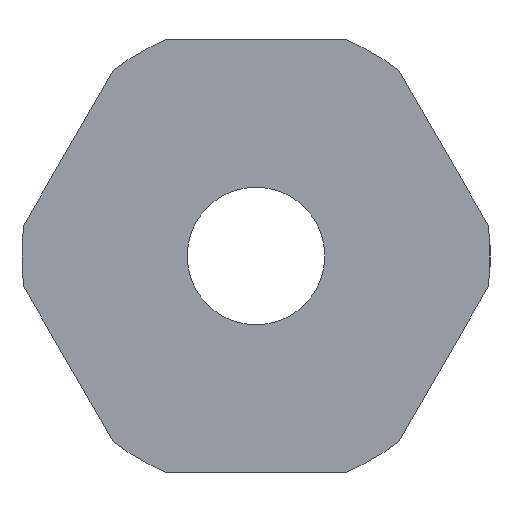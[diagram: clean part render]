
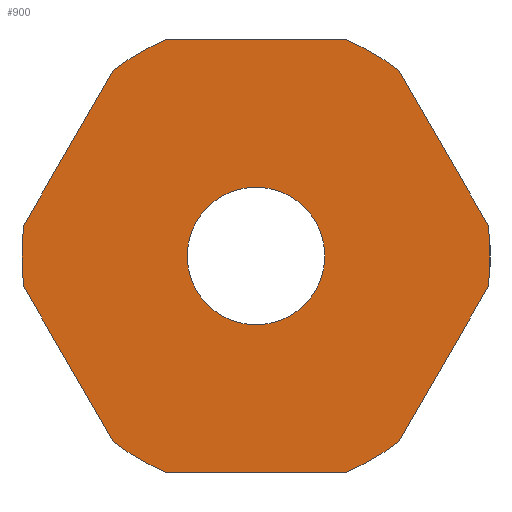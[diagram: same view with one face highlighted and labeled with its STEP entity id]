
A CAD part, left-side view. The second image highlights one B-rep face of the part: STEP entity #900.
In plain terms, the highlighted planar face has unit normal (-1, 0, 0).
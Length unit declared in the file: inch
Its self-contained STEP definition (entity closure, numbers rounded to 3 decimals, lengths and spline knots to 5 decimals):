
#5 = CIRCLE ( 'NONE', #443, 0.27047 ) ;
#6 = FACE_OUTER_BOUND ( 'NONE', #264, .T. ) ;
#8 = AXIS2_PLACEMENT_3D ( 'NONE', #427, #876, #730 ) ;
#10 = CARTESIAN_POINT ( 'NONE',  ( -2.78125, 0.16489, 0.2144 ) ) ;
#14 = ORIENTED_EDGE ( 'NONE', *, *, #43, .F. ) ;
#15 = DIRECTION ( 'NONE',  ( 1., 0., 0. ) ) ;
#39 = LINE ( 'NONE', #325, #701 ) ;
#40 = DIRECTION ( 'NONE',  ( 0., 0.5, -0.866 ) ) ;
#43 = EDGE_CURVE ( 'NONE', #878, #872, #534, .T. ) ;
#47 = ORIENTED_EDGE ( 'NONE', *, *, #822, .F. ) ;
#61 = EDGE_LOOP ( 'NONE', ( #684, #220 ) ) ;
#68 = CARTESIAN_POINT ( 'NONE',  ( -2.78125, 0., 0. ) ) ;
#74 = CARTESIAN_POINT ( 'NONE',  ( -2.78125, 0., 0.25 ) ) ;
#79 = AXIS2_PLACEMENT_3D ( 'NONE', #368, #422, #217 ) ;
#82 = LINE ( 'NONE', #74, #848 ) ;
#85 = DIRECTION ( 'NONE',  ( 1., 0., 0. ) ) ;
#87 = DIRECTION ( 'NONE',  ( 1., 0., 0. ) ) ;
#90 = DIRECTION ( 'NONE',  ( 1., 0., 0. ) ) ;
#107 = EDGE_CURVE ( 'NONE', #872, #624, #510, .T. ) ;
#118 = ORIENTED_EDGE ( 'NONE', *, *, #672, .F. ) ;
#121 = EDGE_CURVE ( 'NONE', #938, #533, #161, .T. ) ;
#134 = CARTESIAN_POINT ( 'NONE',  ( -2.78125, -0.21651, 0.125 ) ) ;
#138 = DIRECTION ( 'NONE',  ( 0., 0.5, 0.866 ) ) ;
#151 = CARTESIAN_POINT ( 'NONE',  ( -2.78125, -0.26812, -0.0356 ) ) ;
#161 = CIRCLE ( 'NONE', #79, 0.0795 ) ;
#168 = CARTESIAN_POINT ( 'NONE',  ( -2.78125, -0.16489, 0.2144 ) ) ;
#174 = EDGE_CURVE ( 'NONE', #197, #557, #286, .T. ) ;
#177 = CARTESIAN_POINT ( 'NONE',  ( -2.78125, 0., 0. ) ) ;
#178 = VERTEX_POINT ( 'NONE', #326 ) ;
#189 = VERTEX_POINT ( 'NONE', #151 ) ;
#197 = VERTEX_POINT ( 'NONE', #223 ) ;
#202 = CARTESIAN_POINT ( 'NONE',  ( -2.78125, 0.10322, 0.25 ) ) ;
#210 = VERTEX_POINT ( 'NONE', #10 ) ;
#213 = EDGE_CURVE ( 'NONE', #533, #938, #599, .T. ) ;
#216 = LINE ( 'NONE', #800, #535 ) ;
#217 = DIRECTION ( 'NONE',  ( 0., 0., 1. ) ) ;
#220 = ORIENTED_EDGE ( 'NONE', *, *, #213, .F. ) ;
#221 = AXIS2_PLACEMENT_3D ( 'NONE', #305, #85, #887 ) ;
#222 = AXIS2_PLACEMENT_3D ( 'NONE', #388, #15, #238 ) ;
#223 = CARTESIAN_POINT ( 'NONE',  ( -2.78125, -0.16489, -0.2144 ) ) ;
#226 = FACE_BOUND ( 'NONE', #61, .T. ) ;
#233 = EDGE_CURVE ( 'NONE', #210, #577, #240, .T. ) ;
#235 = DIRECTION ( 'NONE',  ( 0., 0., 1. ) ) ;
#237 = ORIENTED_EDGE ( 'NONE', *, *, #618, .F. ) ;
#238 = DIRECTION ( 'NONE',  ( 0., 0., -1. ) ) ;
#239 = AXIS2_PLACEMENT_3D ( 'NONE', #525, #90, #319 ) ;
#240 = CIRCLE ( 'NONE', #221, 0.27047 ) ;
#264 = EDGE_LOOP ( 'NONE', ( #237, #446, #283, #118, #491, #14, #845, #889, #581, #47, #670, #518 ) ) ;
#270 = VECTOR ( 'NONE', #746, 39.37008 ) ;
#280 = DIRECTION ( 'NONE',  ( 0., -0.5, -0.866 ) ) ;
#283 = ORIENTED_EDGE ( 'NONE', *, *, #356, .F. ) ;
#286 = CIRCLE ( 'NONE', #239, 0.27047 ) ;
#295 = CARTESIAN_POINT ( 'NONE',  ( -2.78125, 0., 0.0795 ) ) ;
#300 = CARTESIAN_POINT ( 'NONE',  ( -2.78125, -0.10322, -0.25 ) ) ;
#305 = CARTESIAN_POINT ( 'NONE',  ( -2.78125, 0., 0. ) ) ;
#306 = PLANE ( 'NONE',  #411 ) ;
#309 = DIRECTION ( 'NONE',  ( -1., 0., 0. ) ) ;
#312 = CARTESIAN_POINT ( 'NONE',  ( -2.78125, -0.10322, 0.25 ) ) ;
#319 = DIRECTION ( 'NONE',  ( 0., 0., -1. ) ) ;
#321 = VECTOR ( 'NONE', #40, 39.37008 ) ;
#325 = CARTESIAN_POINT ( 'NONE',  ( -2.78125, 0., -0.25 ) ) ;
#326 = CARTESIAN_POINT ( 'NONE',  ( -2.78125, 0.26812, 0.0356 ) ) ;
#351 = DIRECTION ( 'NONE',  ( 0., 0., -1. ) ) ;
#356 = EDGE_CURVE ( 'NONE', #189, #197, #414, .T. ) ;
#368 = CARTESIAN_POINT ( 'NONE',  ( -2.78125, 0., 0. ) ) ;
#373 = DIRECTION ( 'NONE',  ( 0., 0., -1. ) ) ;
#388 = CARTESIAN_POINT ( 'NONE',  ( -2.78125, 0., 0. ) ) ;
#405 = DIRECTION ( 'NONE',  ( 1., 0., 0. ) ) ;
#411 = AXIS2_PLACEMENT_3D ( 'NONE', #804, #888, #373 ) ;
#414 = LINE ( 'NONE', #835, #321 ) ;
#422 = DIRECTION ( 'NONE',  ( -1., 0., 0. ) ) ;
#426 = AXIS2_PLACEMENT_3D ( 'NONE', #448, #309, #235 ) ;
#427 = CARTESIAN_POINT ( 'NONE',  ( -2.78125, 0., 0. ) ) ;
#443 = AXIS2_PLACEMENT_3D ( 'NONE', #68, #87, #606 ) ;
#446 = ORIENTED_EDGE ( 'NONE', *, *, #174, .F. ) ;
#448 = CARTESIAN_POINT ( 'NONE',  ( -2.78125, 0., 0. ) ) ;
#452 = DIRECTION ( 'NONE',  ( 0., -1., 0. ) ) ;
#475 = VERTEX_POINT ( 'NONE', #862 ) ;
#491 = ORIENTED_EDGE ( 'NONE', *, *, #107, .F. ) ;
#510 = LINE ( 'NONE', #134, #585 ) ;
#517 = CARTESIAN_POINT ( 'NONE',  ( -2.78125, 0.21651, 0.125 ) ) ;
#518 = ORIENTED_EDGE ( 'NONE', *, *, #921, .F. ) ;
#525 = CARTESIAN_POINT ( 'NONE',  ( -2.78125, 0., 0. ) ) ;
#533 = VERTEX_POINT ( 'NONE', #785 ) ;
#534 = CIRCLE ( 'NONE', #8, 0.27047 ) ;
#535 = VECTOR ( 'NONE', #138, 39.37008 ) ;
#543 = VERTEX_POINT ( 'NONE', #932 ) ;
#557 = VERTEX_POINT ( 'NONE', #300 ) ;
#577 = VERTEX_POINT ( 'NONE', #202 ) ;
#581 = ORIENTED_EDGE ( 'NONE', *, *, #935, .F. ) ;
#585 = VECTOR ( 'NONE', #280, 39.37008 ) ;
#586 = AXIS2_PLACEMENT_3D ( 'NONE', #177, #405, #351 ) ;
#599 = CIRCLE ( 'NONE', #426, 0.0795 ) ;
#606 = DIRECTION ( 'NONE',  ( 0., 0., -1. ) ) ;
#609 = LINE ( 'NONE', #517, #270 ) ;
#618 = EDGE_CURVE ( 'NONE', #557, #543, #39, .T. ) ;
#624 = VERTEX_POINT ( 'NONE', #639 ) ;
#634 = DIRECTION ( 'NONE',  ( 0., 1., 0. ) ) ;
#639 = CARTESIAN_POINT ( 'NONE',  ( -2.78125, -0.26812, 0.0356 ) ) ;
#670 = ORIENTED_EDGE ( 'NONE', *, *, #950, .F. ) ;
#672 = EDGE_CURVE ( 'NONE', #624, #189, #737, .T. ) ;
#684 = ORIENTED_EDGE ( 'NONE', *, *, #121, .F. ) ;
#701 = VECTOR ( 'NONE', #634, 39.37008 ) ;
#730 = DIRECTION ( 'NONE',  ( 0., 0., -1. ) ) ;
#737 = CIRCLE ( 'NONE', #586, 0.27047 ) ;
#746 = DIRECTION ( 'NONE',  ( 0., -0.5, 0.866 ) ) ;
#785 = CARTESIAN_POINT ( 'NONE',  ( -2.78125, 0., -0.0795 ) ) ;
#800 = CARTESIAN_POINT ( 'NONE',  ( -2.78125, 0.21651, -0.125 ) ) ;
#804 = CARTESIAN_POINT ( 'NONE',  ( -2.78125, 0., 0. ) ) ;
#811 = CARTESIAN_POINT ( 'NONE',  ( -2.78125, 0.16489, -0.2144 ) ) ;
#818 = CIRCLE ( 'NONE', #222, 0.27047 ) ;
#822 = EDGE_CURVE ( 'NONE', #475, #178, #818, .T. ) ;
#835 = CARTESIAN_POINT ( 'NONE',  ( -2.78125, -0.21651, -0.125 ) ) ;
#845 = ORIENTED_EDGE ( 'NONE', *, *, #904, .F. ) ;
#848 = VECTOR ( 'NONE', #452, 39.37008 ) ;
#862 = CARTESIAN_POINT ( 'NONE',  ( -2.78125, 0.26812, -0.0356 ) ) ;
#872 = VERTEX_POINT ( 'NONE', #168 ) ;
#876 = DIRECTION ( 'NONE',  ( 1., 0., 0. ) ) ;
#878 = VERTEX_POINT ( 'NONE', #312 ) ;
#887 = DIRECTION ( 'NONE',  ( 0., 0., -1. ) ) ;
#888 = DIRECTION ( 'NONE',  ( 1., 0., 0. ) ) ;
#889 = ORIENTED_EDGE ( 'NONE', *, *, #233, .F. ) ;
#900 = ADVANCED_FACE ( 'NONE', ( #226, #6 ), #306, .F. ) ;
#904 = EDGE_CURVE ( 'NONE', #577, #878, #82, .T. ) ;
#921 = EDGE_CURVE ( 'NONE', #543, #931, #5, .T. ) ;
#931 = VERTEX_POINT ( 'NONE', #811 ) ;
#932 = CARTESIAN_POINT ( 'NONE',  ( -2.78125, 0.10322, -0.25 ) ) ;
#935 = EDGE_CURVE ( 'NONE', #178, #210, #609, .T. ) ;
#938 = VERTEX_POINT ( 'NONE', #295 ) ;
#950 = EDGE_CURVE ( 'NONE', #931, #475, #216, .T. ) ;
